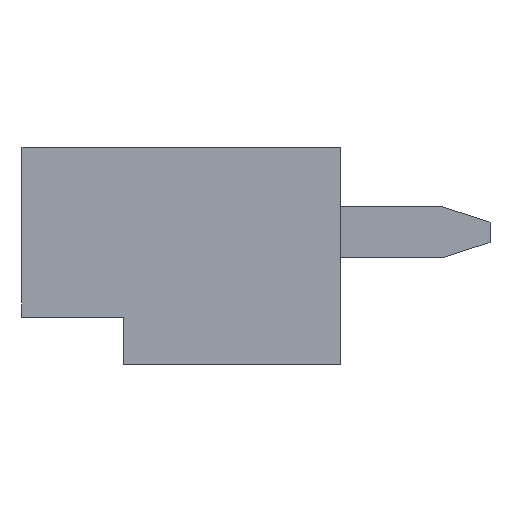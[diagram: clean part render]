
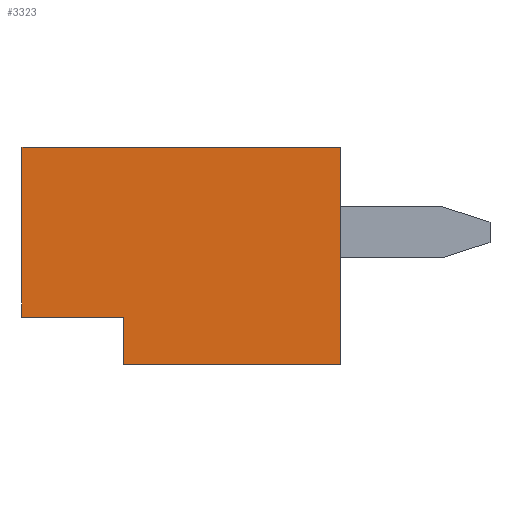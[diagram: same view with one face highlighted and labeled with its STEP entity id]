
A CAD part, left-side view. The second image highlights one B-rep face of the part: STEP entity #3323.
In plain terms, the highlighted planar face has unit normal (-1, 0, 0).
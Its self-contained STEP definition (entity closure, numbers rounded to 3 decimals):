
#217=FACE_OUTER_BOUND('',#397,.T.);
#397=EDGE_LOOP('',(#2931,#2932,#2933,#2934,#2935,#2936));
#731=LINE('',#5000,#1187);
#751=LINE('',#5039,#1207);
#756=LINE('',#5051,#1212);
#761=LINE('',#5061,#1217);
#780=LINE('',#5098,#1236);
#787=LINE('',#5111,#1243);
#1187=VECTOR('',#4115,10.);
#1207=VECTOR('',#4137,10.);
#1212=VECTOR('',#4144,10.);
#1217=VECTOR('',#4151,10.);
#1236=VECTOR('',#4178,10.);
#1243=VECTOR('',#4187,10.);
#1519=VERTEX_POINT('',#4997);
#1520=VERTEX_POINT('',#4999);
#1538=VERTEX_POINT('',#5037);
#1543=VERTEX_POINT('',#5048);
#1544=VERTEX_POINT('',#5050);
#1548=VERTEX_POINT('',#5060);
#1931=EDGE_CURVE('',#1520,#1519,#731,.T.);
#1951=EDGE_CURVE('',#1519,#1538,#751,.T.);
#1956=EDGE_CURVE('',#1544,#1543,#756,.T.);
#1961=EDGE_CURVE('',#1548,#1544,#761,.T.);
#1980=EDGE_CURVE('',#1548,#1538,#780,.T.);
#1987=EDGE_CURVE('',#1520,#1543,#787,.T.);
#2931=ORIENTED_EDGE('',*,*,#1956,.T.);
#2932=ORIENTED_EDGE('',*,*,#1987,.F.);
#2933=ORIENTED_EDGE('',*,*,#1931,.T.);
#2934=ORIENTED_EDGE('',*,*,#1951,.T.);
#2935=ORIENTED_EDGE('',*,*,#1980,.F.);
#2936=ORIENTED_EDGE('',*,*,#1961,.T.);
#3147=PLANE('',#3520);
#3323=ADVANCED_FACE('',(#217),#3147,.T.);
#3520=AXIS2_PLACEMENT_3D('',#5257,#4331,#4332);
#4115=DIRECTION('',(0.,0.,1.));
#4137=DIRECTION('',(0.,1.,0.));
#4144=DIRECTION('',(0.,0.,-1.));
#4151=DIRECTION('',(0.,-1.,0.));
#4178=DIRECTION('',(0.,0.,1.));
#4187=DIRECTION('',(0.,1.,0.));
#4331=DIRECTION('center_axis',(-1.,0.,0.));
#4332=DIRECTION('ref_axis',(0.,0.,1.));
#4997=CARTESIAN_POINT('',(0.,0.,0.));
#4999=CARTESIAN_POINT('',(0.,0.,-3.2));
#5000=CARTESIAN_POINT('',(0.,0.,-3.2));
#5037=CARTESIAN_POINT('',(0.,4.7,0.));
#5039=CARTESIAN_POINT('',(0.,0.,0.));
#5048=CARTESIAN_POINT('',(0.,3.2,-3.2));
#5050=CARTESIAN_POINT('',(0.,3.2,-2.5));
#5051=CARTESIAN_POINT('',(0.,3.2,-2.85));
#5060=CARTESIAN_POINT('',(0.,4.7,-2.5));
#5061=CARTESIAN_POINT('',(0.,2.35,-2.5));
#5098=CARTESIAN_POINT('',(0.,4.7,-3.2));
#5111=CARTESIAN_POINT('',(0.,0.,-3.2));
#5257=CARTESIAN_POINT('Origin',(0.,0.,-3.2));
